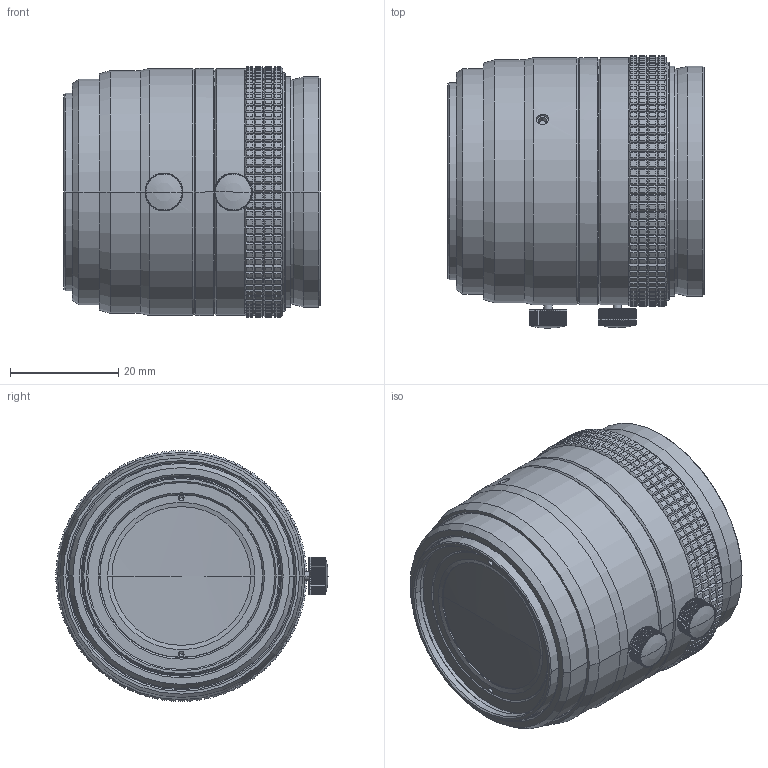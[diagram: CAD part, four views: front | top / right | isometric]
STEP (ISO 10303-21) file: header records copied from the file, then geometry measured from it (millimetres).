
FILE_DESCRIPTION(('FreeCAD Model'),'2;1');
FILE_NAME('Open CASCADE Shape Model','2025-01-22T15:01:44',(''),(''), 'Open CASCADE STEP processor 7.8','FreeCAD','Unknown');
FILE_SCHEMA(('AUTOMOTIVE_DESIGN { 1 0 10303 214 1 1 1 1 }'));
Length unit declared in the file: millimetre
Products named in the file (17): VA-LM42-29MP-28MM-F4-30C; MSBR-42; MSBR-41; MSBR-40; MSBR-39; MSBR-38; MSBR-37; MSBR-36; MSBR-32; MSBR-25; MSBR-23; MSBR-22; MSBR-21; MSBR-20; MSBR-19; MSBR-2; MSBR-1
Assembly tree (16 placements, depth 2):
  VA-LM42-29MP-28MM-F4-30C
    MSBR-42
    MSBR-41
    MSBR-40
    MSBR-39
    MSBR-38
    MSBR-37
    MSBR-36
    MSBR-32
    MSBR-25
    MSBR-23
    MSBR-22
    MSBR-21
    MSBR-20
    MSBR-19
    MSBR-2
    MSBR-1
Bounding box: 47.25 x 50.25 x 46.3 mm (x, y, z)
Volume: 49762.9 mm3; surface area: 42799.4 mm2
Topology: 16 solids, 16 shells, 2898 faces, 6988 edges, 4154 vertices
Faces by surface type: plane 1139, cone 1004, cylinder 715, bspline 28, sphere 12
Entity records: 91304 total; most frequent: CARTESIAN_POINT 26104, ORIENTED_EDGE 13912, DIRECTION 13198, EDGE_CURVE 6956, AXIS2_PLACEMENT_3D 5408, VERTEX_POINT 4154, FACE_BOUND 3004, EDGE_LOOP 3004
